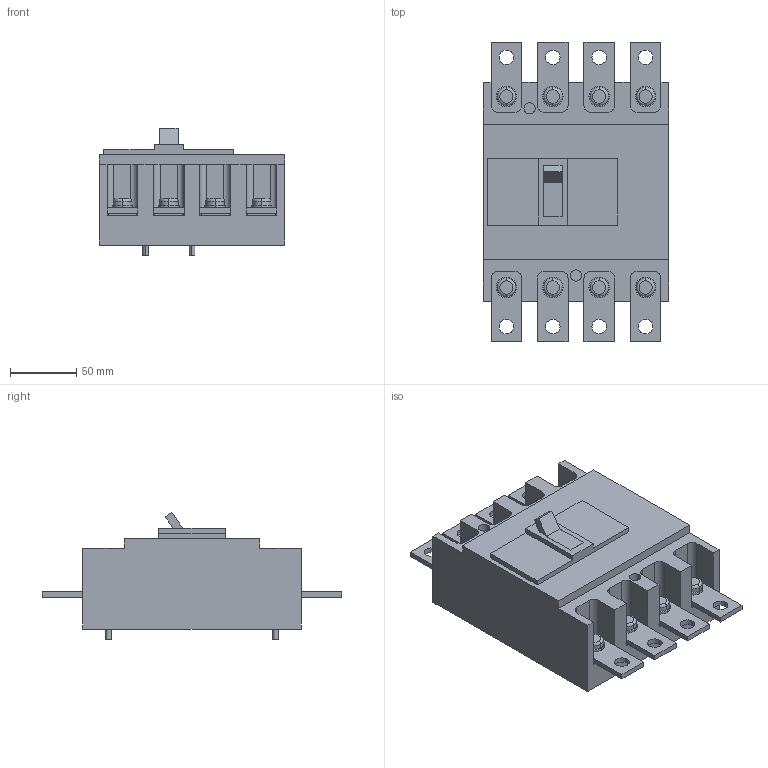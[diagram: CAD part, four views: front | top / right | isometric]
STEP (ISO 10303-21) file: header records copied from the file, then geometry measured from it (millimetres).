
FILE_DESCRIPTION(('CoCreate Modeling STEP Export'),'2;1');
FILE_NAME('Ｓ２２５ＮＦ４ＦＢ.stp','2016-03-31T14:59:24',(''),(''),'CoCreate Modeling STEP processor for AP214 (Solid Model)','CoCreate Modeling 17.0 01-Apr-2010 (C) Parametric Technology GmbH','');
FILE_SCHEMA(('AUTOMOTIVE_DESIGN { 1 0 10303 214 1 1 1 1 }'));
Length unit declared in the file: millimetre
Products named in the file (22): p5.1; p5.3; p5.4; p5.2; p5.5; p5.6; p5.7; p3; p7; p1; p2; p3.1; p2.1; p3.2; p2.2; p3.3; p2.3; p4; p4.1; p5; p6.2; Ｓ２２５ＮＦ４ＦＢ
Assembly tree (27 placements, depth 2):
  Ｓ２２５ＮＦ４ＦＢ
    p7  x4
    p6.2  x4
    p5
    p4.1
    p4
    p2.3
    p3.3
    p2.2
    p3.2
    p2.1
    p3.1
    p2
    p1
    p3
    p5.7
    p5.6
    p5.5
    p5.2
    p5.4
    p5.3
    p5.1
Bounding box: 140 x 226 x 96 mm (x, y, z)
Volume: 1422461.2 mm3; surface area: 147930.6 mm2
Topology: 27 solids, 27 shells, 396 faces, 918 edges, 606 vertices
Faces by surface type: plane 204, cylinder 176, torus 16
Entity records: 9396 total; most frequent: ORIENTED_EDGE 1548, CARTESIAN_POINT 1441, DIRECTION 1432, EDGE_CURVE 774, VERTEX_POINT 510, AXIS2_PLACEMENT_3D 501, VECTOR 430, LINE 430
